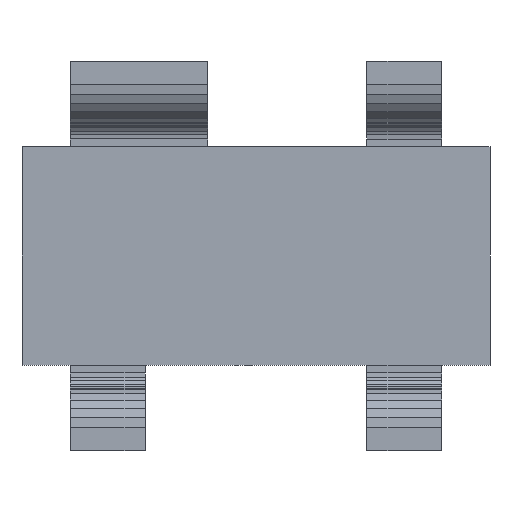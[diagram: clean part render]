
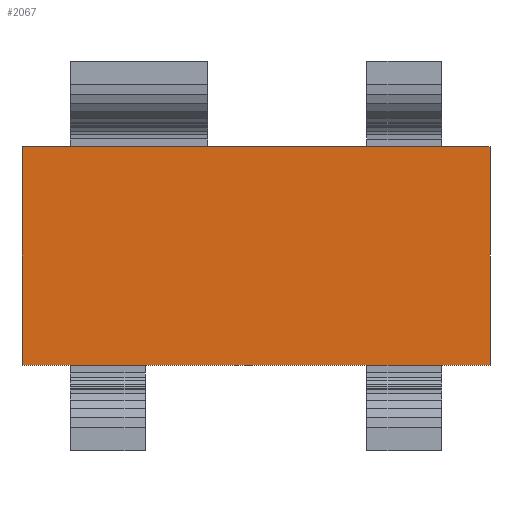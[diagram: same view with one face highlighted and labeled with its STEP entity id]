
A CAD part, front view. The second image highlights one B-rep face of the part: STEP entity #2067.
In plain terms, the highlighted planar face has unit normal (0, -1, 0).
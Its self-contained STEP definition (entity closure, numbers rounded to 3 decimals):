
#9 = CARTESIAN_POINT ( 'NONE',  ( 3., 0., 0. ) ) ;
#14 = CARTESIAN_POINT ( 'NONE',  ( 3., 0., -1.4 ) ) ;
#43 = CARTESIAN_POINT ( 'NONE',  ( 0., 0., 0. ) ) ;
#44 = DIRECTION ( 'NONE',  ( 0., 0., 1. ) ) ;
#45 = VECTOR ( 'NONE', #44, 1000. ) ;
#46 = CARTESIAN_POINT ( 'NONE',  ( 0., 0., -0.7 ) ) ;
#47 = LINE ( 'NONE', #46, #45 ) ;
#48 = DIRECTION ( 'NONE',  ( 0., 0., 1. ) ) ;
#49 = DIRECTION ( 'NONE',  ( 0., 1., 0. ) ) ;
#50 = CARTESIAN_POINT ( 'NONE',  ( 1.5, 0., -0.7 ) ) ;
#51 = AXIS2_PLACEMENT_3D ( 'NONE', #50, #49, #48 ) ;
#52 = PLANE ( 'NONE',  #51 ) ;
#53 = FACE_OUTER_BOUND ( 'NONE', #2068, .T. ) ;
#54 = DIRECTION ( 'NONE',  ( 1., 0., 0. ) ) ;
#55 = VECTOR ( 'NONE', #54, 1000. ) ;
#56 = CARTESIAN_POINT ( 'NONE',  ( 1.5, 0., 0. ) ) ;
#57 = LINE ( 'NONE', #56, #55 ) ;
#91 = CARTESIAN_POINT ( 'NONE',  ( 0., 0., -1.4 ) ) ;
#92 = DIRECTION ( 'NONE',  ( -1., 0., 0. ) ) ;
#93 = VECTOR ( 'NONE', #92, 1000. ) ;
#94 = CARTESIAN_POINT ( 'NONE',  ( 1.5, 0., -1.4 ) ) ;
#97 = LINE ( 'NONE', #94, #93 ) ;
#2014 = EDGE_CURVE ( 'NONE', #2035, #2031, #4436, .T. ) ;
#2031 = VERTEX_POINT ( 'NONE', #14 ) ;
#2035 = VERTEX_POINT ( 'NONE', #9 ) ;
#2052 = ORIENTED_EDGE ( 'NONE', *, *, #2069, .F. ) ;
#2053 = ORIENTED_EDGE ( 'NONE', *, *, #2084, .F. ) ;
#2054 = ORIENTED_EDGE ( 'NONE', *, *, #2014, .F. ) ;
#2055 = ORIENTED_EDGE ( 'NONE', *, *, #2063, .F. ) ;
#2063 = EDGE_CURVE ( 'NONE', #2070, #2035, #57, .T. ) ;
#2067 = ADVANCED_FACE ( 'NONE', ( #53 ), #52, .F. ) ;
#2068 = EDGE_LOOP ( 'NONE', ( #2052, #2053, #2054, #2055 ) ) ;
#2069 = EDGE_CURVE ( 'NONE', #2085, #2070, #47, .T. ) ;
#2070 = VERTEX_POINT ( 'NONE', #43 ) ;
#2084 = EDGE_CURVE ( 'NONE', #2031, #2085, #97, .T. ) ;
#2085 = VERTEX_POINT ( 'NONE', #91 ) ;
#4427 = DIRECTION ( 'NONE',  ( 0., 0., -1. ) ) ;
#4428 = VECTOR ( 'NONE', #4427, 1000. ) ;
#4429 = CARTESIAN_POINT ( 'NONE',  ( 3., 0., -0.7 ) ) ;
#4436 = LINE ( 'NONE', #4429, #4428 ) ;
